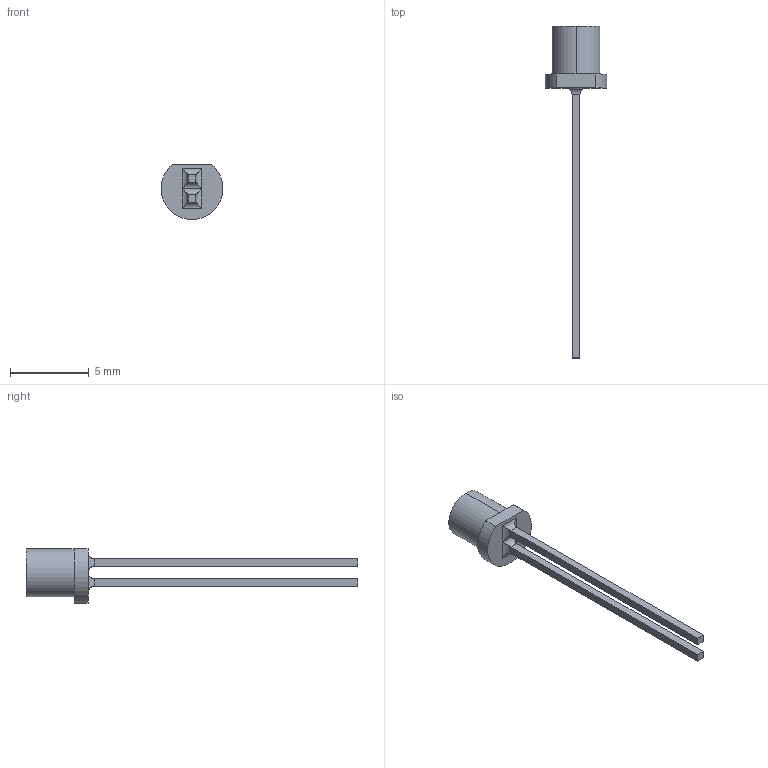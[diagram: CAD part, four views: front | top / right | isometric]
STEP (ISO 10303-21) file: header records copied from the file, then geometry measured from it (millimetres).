
FILE_DESCRIPTION (( 'STEP AP214' ), '1' );
FILE_NAME ('OP505W.STEP', '2019-12-03T15:47:29', ( '' ), ( '' ), 'SwSTEP 2.0', 'SolidWorks 2018', '' );
FILE_SCHEMA (( 'AUTOMOTIVE_DESIGN' ));
Length unit declared in the file: inch
Products named in the file (1): OP505W
Bounding box: 3.93 x 21.08 x 3.49 mm (x, y, z)
Volume: 41.4 mm3; surface area: 132 mm2
Topology: 1 solids, 1 shells, 25 faces, 52 edges, 30 vertices
Faces by surface type: plane 14, cylinder 11
Entity records: 1005 total; most frequent: CARTESIAN_POINT 132, ORIENTED_EDGE 104, DIRECTION 102, EDGE_CURVE 52, LINE 38, VECTOR 38, AXIS2_PLACEMENT_3D 32, VERTEX_POINT 30
